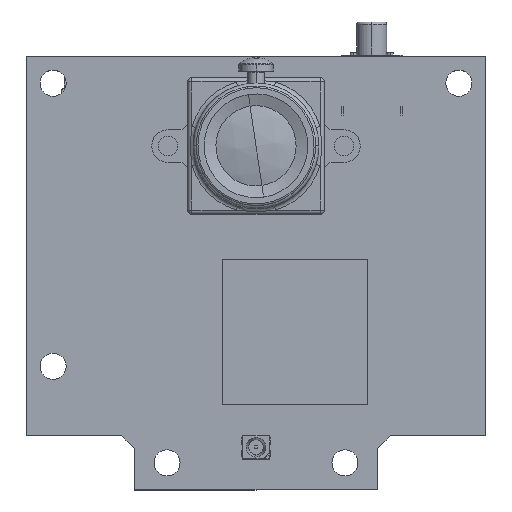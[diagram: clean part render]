
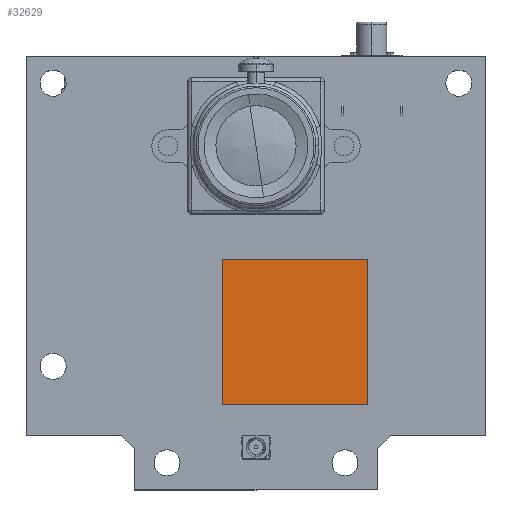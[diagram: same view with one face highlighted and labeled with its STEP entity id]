
A CAD part, top view. The second image highlights one B-rep face of the part: STEP entity #32629.
In plain terms, the highlighted planar face has unit normal (0, 0, 1).
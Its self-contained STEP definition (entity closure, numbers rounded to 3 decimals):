
#2700 = CARTESIAN_POINT ( 'NONE',  ( 0., 0., 3.2 ) ) ;
#5888 = VERTEX_POINT ( 'NONE', #28636 ) ;
#6479 = DIRECTION ( 'NONE',  ( 0., 0., 1. ) ) ;
#8275 = VECTOR ( 'NONE', #34527, 1000. ) ;
#9648 = VECTOR ( 'NONE', #45422, 1000. ) ;
#10081 = CARTESIAN_POINT ( 'NONE',  ( -3.924, -13.26, 3.2 ) ) ;
#10584 = FACE_OUTER_BOUND ( 'NONE', #30209, .T. ) ;
#10621 = EDGE_CURVE ( 'NONE', #17766, #42388, #20753, .T. ) ;
#11730 = VECTOR ( 'NONE', #28190, 1000. ) ;
#11769 = ORIENTED_EDGE ( 'NONE', *, *, #28437, .T. ) ;
#13961 = DIRECTION ( 'NONE',  ( 1., 0., 0. ) ) ;
#14632 = EDGE_CURVE ( 'NONE', #32505, #5888, #24993, .T. ) ;
#16310 = DIRECTION ( 'NONE',  ( 0., 1., 0. ) ) ;
#17766 = VERTEX_POINT ( 'NONE', #32486 ) ;
#19081 = ORIENTED_EDGE ( 'NONE', *, *, #10621, .T. ) ;
#20419 = LINE ( 'NONE', #45582, #9648 ) ;
#20604 = CARTESIAN_POINT ( 'NONE',  ( 13.076, -30.26, 3.2 ) ) ;
#20753 = LINE ( 'NONE', #24546, #11730 ) ;
#24546 = CARTESIAN_POINT ( 'NONE',  ( -3.924, -13.26, 3.2 ) ) ;
#24993 = LINE ( 'NONE', #34592, #28957 ) ;
#25060 = AXIS2_PLACEMENT_3D ( 'NONE', #2700, #6479, #13961 ) ;
#28190 = DIRECTION ( 'NONE',  ( 0., -1., 0. ) ) ;
#28437 = EDGE_CURVE ( 'NONE', #42388, #32505, #20419, .T. ) ;
#28636 = CARTESIAN_POINT ( 'NONE',  ( 13.076, -13.26, 3.2 ) ) ;
#28957 = VECTOR ( 'NONE', #16310, 1000. ) ;
#30209 = EDGE_LOOP ( 'NONE', ( #19081, #11769, #45197, #41101 ) ) ;
#32486 = CARTESIAN_POINT ( 'NONE',  ( -3.924, -13.26, 3.2 ) ) ;
#32505 = VERTEX_POINT ( 'NONE', #20604 ) ;
#32629 = ADVANCED_FACE ( 'NONE', ( #10584 ), #38869, .T. ) ;
#34119 = CARTESIAN_POINT ( 'NONE',  ( -3.924, -30.26, 3.2 ) ) ;
#34527 = DIRECTION ( 'NONE',  ( -1., 0., 0. ) ) ;
#34592 = CARTESIAN_POINT ( 'NONE',  ( 13.076, -13.26, 3.2 ) ) ;
#38869 = PLANE ( 'NONE',  #25060 ) ;
#41101 = ORIENTED_EDGE ( 'NONE', *, *, #46918, .T. ) ;
#42388 = VERTEX_POINT ( 'NONE', #34119 ) ;
#45197 = ORIENTED_EDGE ( 'NONE', *, *, #14632, .T. ) ;
#45422 = DIRECTION ( 'NONE',  ( 1., 0., 0. ) ) ;
#45582 = CARTESIAN_POINT ( 'NONE',  ( -3.924, -30.26, 3.2 ) ) ;
#46275 = LINE ( 'NONE', #10081, #8275 ) ;
#46918 = EDGE_CURVE ( 'NONE', #5888, #17766, #46275, .T. ) ;
